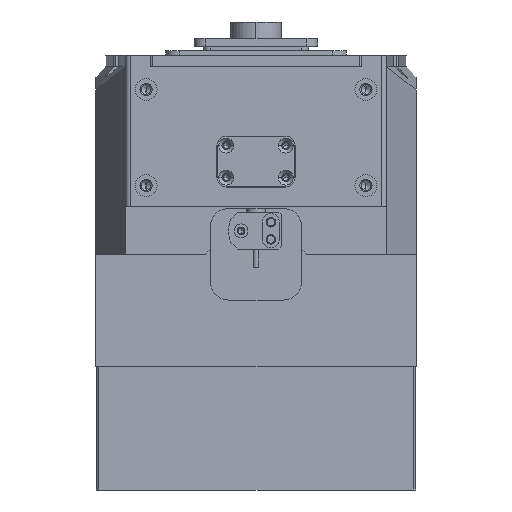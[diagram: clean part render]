
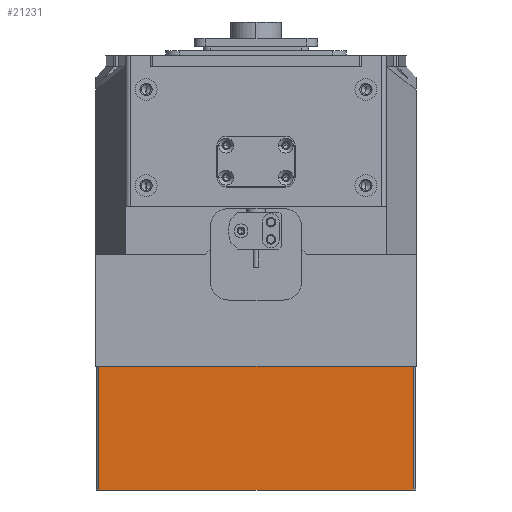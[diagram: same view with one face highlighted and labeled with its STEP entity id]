
A CAD part, left-side view. The second image highlights one B-rep face of the part: STEP entity #21231.
In plain terms, the highlighted planar face has unit normal (-1, 0, 0).
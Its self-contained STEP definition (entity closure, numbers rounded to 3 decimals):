
#79 = CARTESIAN_POINT ( 'NONE',  ( -134.235, 244.159, 233.69 ) ) ;
#972 = VERTEX_POINT ( 'NONE', #10827 ) ;
#1913 = ORIENTED_EDGE ( 'NONE', *, *, #36145, .T. ) ;
#2742 = DIRECTION ( 'NONE',  ( 0., 0., 1. ) ) ;
#8371 = EDGE_CURVE ( 'NONE', #43826, #48978, #15349, .T. ) ;
#10827 = CARTESIAN_POINT ( 'NONE',  ( -134.235, 82.959, 233.69 ) ) ;
#10866 = VECTOR ( 'NONE', #56407, 1000. ) ;
#11609 = LINE ( 'NONE', #29286, #10866 ) ;
#12592 = ORIENTED_EDGE ( 'NONE', *, *, #8371, .T. ) ;
#14798 = DIRECTION ( 'NONE',  ( 0., 1., 0. ) ) ;
#15349 = LINE ( 'NONE', #52825, #19603 ) ;
#17862 = VECTOR ( 'NONE', #31972, 1000. ) ;
#18291 = ORIENTED_EDGE ( 'NONE', *, *, #23764, .F. ) ;
#18757 = CARTESIAN_POINT ( 'NONE',  ( -134.235, 83.959, 179.69 ) ) ;
#19342 = PLANE ( 'NONE',  #57247 ) ;
#19603 = VECTOR ( 'NONE', #2742, 1000. ) ;
#21231 = ADVANCED_FACE ( 'NONE', ( #25217 ), #19342, .F. ) ;
#22755 = LINE ( 'NONE', #37591, #51967 ) ;
#23669 = DIRECTION ( 'NONE',  ( 0., 1., 0. ) ) ;
#23764 = EDGE_CURVE ( 'NONE', #972, #48978, #45637, .T. ) ;
#25217 = FACE_OUTER_BOUND ( 'NONE', #57758, .T. ) ;
#29286 = CARTESIAN_POINT ( 'NONE',  ( -134.235, 82.959, 179.69 ) ) ;
#29455 = VERTEX_POINT ( 'NONE', #45627 ) ;
#31972 = DIRECTION ( 'NONE',  ( 0., -1., 0. ) ) ;
#32190 = CARTESIAN_POINT ( 'NONE',  ( -134.235, -54.641, 179.69 ) ) ;
#36145 = EDGE_CURVE ( 'NONE', #972, #29455, #11609, .T. ) ;
#37591 = CARTESIAN_POINT ( 'NONE',  ( -134.235, 83.959, 179.69 ) ) ;
#37650 = DIRECTION ( 'NONE',  ( 1., 0., 0. ) ) ;
#41485 = ORIENTED_EDGE ( 'NONE', *, *, #53045, .F. ) ;
#43826 = VERTEX_POINT ( 'NONE', #32190 ) ;
#45627 = CARTESIAN_POINT ( 'NONE',  ( -134.235, 82.959, 179.69 ) ) ;
#45637 = LINE ( 'NONE', #79, #17862 ) ;
#48444 = CARTESIAN_POINT ( 'NONE',  ( -134.235, -54.641, 233.69 ) ) ;
#48978 = VERTEX_POINT ( 'NONE', #48444 ) ;
#51967 = VECTOR ( 'NONE', #23669, 1000. ) ;
#52825 = CARTESIAN_POINT ( 'NONE',  ( -134.235, -54.641, 179.69 ) ) ;
#53045 = EDGE_CURVE ( 'NONE', #43826, #29455, #22755, .T. ) ;
#56407 = DIRECTION ( 'NONE',  ( 0., 0., -1. ) ) ;
#57247 = AXIS2_PLACEMENT_3D ( 'NONE', #18757, #37650, #14798 ) ;
#57758 = EDGE_LOOP ( 'NONE', ( #12592, #18291, #1913, #41485 ) ) ;
